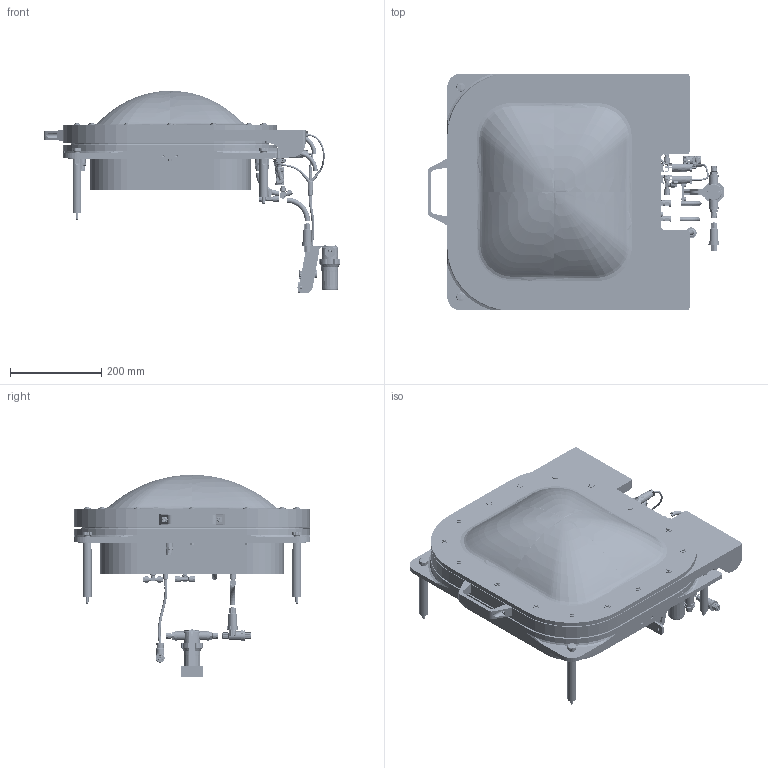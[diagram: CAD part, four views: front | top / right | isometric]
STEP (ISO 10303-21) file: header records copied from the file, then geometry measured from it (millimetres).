
FILE_DESCRIPTION(/* description */ (''),/* implementation_level */ '2;1');
FILE_NAME(/* name */ '600-102_DUMMY-001.stp',/* time_stamp */ '2021-03-22T10:42:30+01:00',/* author */ (''),/* organization */ (''),/* preprocessor_version */ 'ST-DEVELOPER v16',/* originating_system */ 'SIEMENS PLM Software NX 10.0',/* authorisation */ '');
FILE_SCHEMA (('AUTOMOTIVE_DESIGN { 1 0 10303 214 3 1 1 1 }'));
Products named in the file (1): 600-102_DUMMY-001_001
Bounding box: 651.29 x 520 x 444.11 mm (x, y, z)
Surface area: 2186182.2 mm2 (no closed solid volume)
Topology: 0 solids, 2711 shells, 2713 faces, 16378 edges, 15968 vertices
Faces by surface type: plane 1268, cylinder 984, cone 224, torus 186, sphere 26, bspline 25
Full cylindrical faces by diameter (mm): 2.5 x3, 4 x59, 4.134 x8, 4.6 x3, 4.7 x2, 5 x5, 5.795 x2, 6 x3, 6.4 x2, 7 x13, 7.794 x2, 7.8 x1, 8.9 x2, 10 x3, 10.8 x1, 12 x1, 12.8 x2, 13 x1, 13.5 x1, 14 x4, 15 x26, 15.2 x4, 15.9 x3, 16.2 x4, 16.8 x1, 18 x8, 19 x8, 19.8 x2, 20 x2, 20.8 x2
Entity records: 211166 total; most frequent: CARTESIAN_POINT 68817, DIRECTION 21866, ORIENTED_EDGE 15960, EDGE_CURVE 15928, VERTEX_POINT 15927, AXIS2_PLACEMENT_3D 7549, LINE 6768, VECTOR 6768
